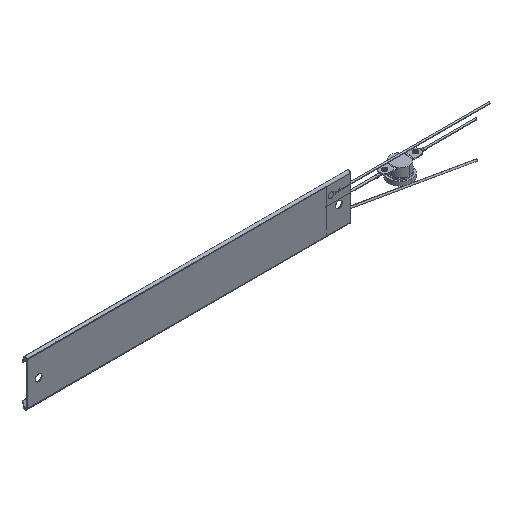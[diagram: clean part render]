
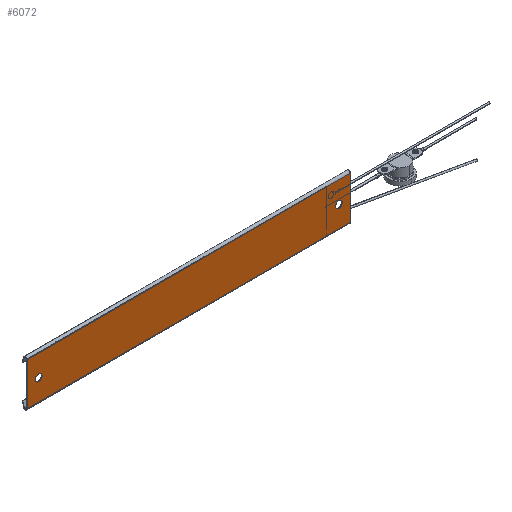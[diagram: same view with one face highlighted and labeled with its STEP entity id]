
A CAD part, isometric view. The second image highlights one B-rep face of the part: STEP entity #6072.
In plain terms, the highlighted planar face has unit normal (0, -1, 0).
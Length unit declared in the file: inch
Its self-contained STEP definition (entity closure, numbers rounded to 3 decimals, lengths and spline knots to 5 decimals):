
#133 = AXIS2_PLACEMENT_3D ( 'NONE', #5593, #1929, #6224 ) ;
#281 = DIRECTION ( 'NONE',  ( 0., 1., 0. ) ) ;
#330 = ORIENTED_EDGE ( 'NONE', *, *, #1459, .T. ) ;
#854 = FACE_BOUND ( 'NONE', #6983, .T. ) ;
#987 = CARTESIAN_POINT ( 'NONE',  ( 16.40044, 0., 1.382 ) ) ;
#1003 = AXIS2_PLACEMENT_3D ( 'NONE', #6030, #281, #4553 ) ;
#1011 = VERTEX_POINT ( 'NONE', #1823 ) ;
#1014 = VERTEX_POINT ( 'NONE', #7851 ) ;
#1155 = DIRECTION ( 'NONE',  ( 0., 0., -1. ) ) ;
#1173 = VERTEX_POINT ( 'NONE', #7903 ) ;
#1258 = ORIENTED_EDGE ( 'NONE', *, *, #5838, .T. ) ;
#1390 = CARTESIAN_POINT ( 'NONE',  ( 16.02544, 0., 0.68775 ) ) ;
#1399 = PLANE ( 'NONE',  #4219 ) ;
#1459 = EDGE_CURVE ( 'NONE', #6844, #1173, #3939, .T. ) ;
#1577 = EDGE_LOOP ( 'NONE', ( #1258, #6086 ) ) ;
#1617 = LINE ( 'NONE', #5432, #4882 ) ;
#1660 = CARTESIAN_POINT ( 'NONE',  ( 16.13494, 0., 0.68775 ) ) ;
#1823 = CARTESIAN_POINT ( 'NONE',  ( 16.40044, 0., 0. ) ) ;
#1929 = DIRECTION ( 'NONE',  ( 0., 1., 0. ) ) ;
#1997 = DIRECTION ( 'NONE',  ( 1., 0., 0. ) ) ;
#2004 = DIRECTION ( 'NONE',  ( 1., 0., 0. ) ) ;
#2374 = VECTOR ( 'NONE', #5896, 39.37008 ) ;
#2407 = VECTOR ( 'NONE', #3949, 39.37008 ) ;
#2682 = EDGE_CURVE ( 'NONE', #1011, #6844, #6586, .T. ) ;
#2872 = CARTESIAN_POINT ( 'NONE',  ( 6.38494, 0., 0.68775 ) ) ;
#2993 = CARTESIAN_POINT ( 'NONE',  ( 16.02544, 0., 0.68775 ) ) ;
#3129 = CARTESIAN_POINT ( 'NONE',  ( 16.40044, 0., 1.382 ) ) ;
#3397 = CARTESIAN_POINT ( 'NONE',  ( 5.90044, 0., 0. ) ) ;
#3400 = ORIENTED_EDGE ( 'NONE', *, *, #2682, .T. ) ;
#3549 = CIRCLE ( 'NONE', #3971, 0.1095 ) ;
#3631 = DIRECTION ( 'NONE',  ( 1., 0., 0. ) ) ;
#3939 = LINE ( 'NONE', #987, #2407 ) ;
#3949 = DIRECTION ( 'NONE',  ( -1., 0., 0. ) ) ;
#3971 = AXIS2_PLACEMENT_3D ( 'NONE', #2993, #7288, #3631 ) ;
#3978 = EDGE_CURVE ( 'NONE', #4748, #1011, #7647, .T. ) ;
#3993 = CIRCLE ( 'NONE', #1003, 0.1095 ) ;
#4090 = EDGE_CURVE ( 'NONE', #1173, #4748, #1617, .T. ) ;
#4114 = FACE_OUTER_BOUND ( 'NONE', #5742, .T. ) ;
#4212 = CIRCLE ( 'NONE', #133, 0.1095 ) ;
#4219 = AXIS2_PLACEMENT_3D ( 'NONE', #5069, #5668, #2004 ) ;
#4553 = DIRECTION ( 'NONE',  ( 1., 0., 0. ) ) ;
#4560 = CIRCLE ( 'NONE', #6608, 0.1095 ) ;
#4678 = ORIENTED_EDGE ( 'NONE', *, *, #3978, .T. ) ;
#4748 = VERTEX_POINT ( 'NONE', #3397 ) ;
#4766 = VECTOR ( 'NONE', #5003, 39.37008 ) ;
#4882 = VECTOR ( 'NONE', #1155, 39.37008 ) ;
#5003 = DIRECTION ( 'NONE',  ( 0., 0., 1. ) ) ;
#5069 = CARTESIAN_POINT ( 'NONE',  ( 16.40044, 0., 0.691 ) ) ;
#5432 = CARTESIAN_POINT ( 'NONE',  ( 5.90044, 0., 0.691 ) ) ;
#5548 = FACE_BOUND ( 'NONE', #1577, .T. ) ;
#5593 = CARTESIAN_POINT ( 'NONE',  ( 6.27544, 0., 0.68775 ) ) ;
#5660 = DIRECTION ( 'NONE',  ( 0., 1., 0. ) ) ;
#5661 = EDGE_CURVE ( 'NONE', #6249, #6571, #3549, .T. ) ;
#5668 = DIRECTION ( 'NONE',  ( 0., -1., 0. ) ) ;
#5742 = EDGE_LOOP ( 'NONE', ( #3400, #330, #7185, #4678 ) ) ;
#5838 = EDGE_CURVE ( 'NONE', #7446, #1014, #4212, .T. ) ;
#5896 = DIRECTION ( 'NONE',  ( 1., 0., 0. ) ) ;
#6030 = CARTESIAN_POINT ( 'NONE',  ( 6.27544, 0., 0.68775 ) ) ;
#6072 = ADVANCED_FACE ( 'NONE', ( #5548, #854, #4114 ), #1399, .T. ) ;
#6086 = ORIENTED_EDGE ( 'NONE', *, *, #7266, .T. ) ;
#6224 = DIRECTION ( 'NONE',  ( 1., 0., 0. ) ) ;
#6249 = VERTEX_POINT ( 'NONE', #1660 ) ;
#6339 = CARTESIAN_POINT ( 'NONE',  ( 15.91594, 0., 0.68775 ) ) ;
#6434 = CARTESIAN_POINT ( 'NONE',  ( 16.40044, 0., 0.691 ) ) ;
#6487 = CARTESIAN_POINT ( 'NONE',  ( 16.40044, 0., 0. ) ) ;
#6571 = VERTEX_POINT ( 'NONE', #6339 ) ;
#6586 = LINE ( 'NONE', #6434, #4766 ) ;
#6608 = AXIS2_PLACEMENT_3D ( 'NONE', #1390, #5660, #1997 ) ;
#6844 = VERTEX_POINT ( 'NONE', #3129 ) ;
#6983 = EDGE_LOOP ( 'NONE', ( #7392, #7226 ) ) ;
#7185 = ORIENTED_EDGE ( 'NONE', *, *, #4090, .T. ) ;
#7226 = ORIENTED_EDGE ( 'NONE', *, *, #7728, .T. ) ;
#7266 = EDGE_CURVE ( 'NONE', #1014, #7446, #3993, .T. ) ;
#7288 = DIRECTION ( 'NONE',  ( 0., 1., 0. ) ) ;
#7392 = ORIENTED_EDGE ( 'NONE', *, *, #5661, .T. ) ;
#7446 = VERTEX_POINT ( 'NONE', #2872 ) ;
#7647 = LINE ( 'NONE', #6487, #2374 ) ;
#7728 = EDGE_CURVE ( 'NONE', #6571, #6249, #4560, .T. ) ;
#7851 = CARTESIAN_POINT ( 'NONE',  ( 6.16594, 0., 0.68775 ) ) ;
#7903 = CARTESIAN_POINT ( 'NONE',  ( 5.90044, 0., 1.382 ) ) ;
